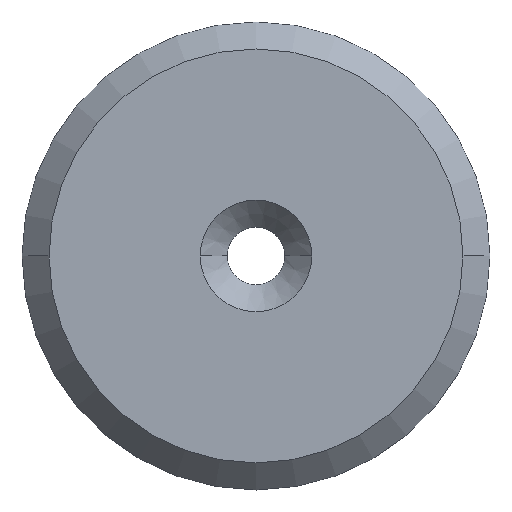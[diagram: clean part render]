
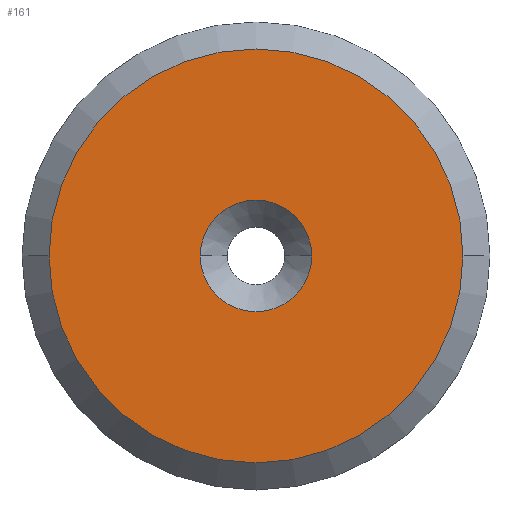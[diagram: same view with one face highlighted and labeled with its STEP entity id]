
A CAD part, top view. The second image highlights one B-rep face of the part: STEP entity #161.
In plain terms, the highlighted planar face has unit normal (0, 0, 1).
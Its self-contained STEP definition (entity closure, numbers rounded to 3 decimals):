
#79=EDGE_CURVE('',#91,#85,#198,.T.);
#85=VERTEX_POINT('',#205);
#87=VERTEX_POINT('',#207);
#91=VERTEX_POINT('',#211);
#115=VERTEX_POINT('',#237);
#125=EDGE_CURVE('',#87,#115,#250,.T.);
#131=EDGE_CURVE('',#85,#91,#257,.T.);
#161=ADVANCED_FACE('',(#290,#291),#292,.T.);
#171=EDGE_CURVE('',#115,#87,#302,.T.);
#198=CIRCLE('',#322,6.2);
#205=CARTESIAN_POINT('',(-6.2,0.,6.0));
#207=CARTESIAN_POINT('',(23.0,0.,6.0));
#211=CARTESIAN_POINT('',(6.2,0.,6.0));
#237=CARTESIAN_POINT('',(-23.0,0.,6.0));
#250=CIRCLE('',#384,23.0);
#257=CIRCLE('',#393,6.2);
#290=FACE_BOUND('',#438,.T.);
#291=FACE_OUTER_BOUND('',#439,.T.);
#292=PLANE('',#440);
#302=CIRCLE('',#457,23.0);
#322=AXIS2_PLACEMENT_3D('',#475,#476,#477);
#384=AXIS2_PLACEMENT_3D('',#534,#535,#536);
#393=AXIS2_PLACEMENT_3D('',#548,#549,#550);
#438=EDGE_LOOP('',(#592,#593));
#439=EDGE_LOOP('',(#594,#595));
#440=AXIS2_PLACEMENT_3D('',#596,#597,#598);
#457=AXIS2_PLACEMENT_3D('',#602,#603,#604);
#475=CARTESIAN_POINT('',(0.,0.,6.0));
#476=DIRECTION('',(0.,0.,1.0));
#477=DIRECTION('',(-1.0,0.,0.));
#534=CARTESIAN_POINT('',(0.,0.,6.0));
#535=DIRECTION('',(0.,0.,1.0));
#536=DIRECTION('',(-1.0,0.,0.));
#548=CARTESIAN_POINT('',(0.,0.,6.0));
#549=DIRECTION('',(0.,0.,1.0));
#550=DIRECTION('',(-1.0,0.,0.));
#592=ORIENTED_EDGE('',*,*,#131,.F.);
#593=ORIENTED_EDGE('',*,*,#79,.F.);
#594=ORIENTED_EDGE('',*,*,#171,.T.);
#595=ORIENTED_EDGE('',*,*,#125,.T.);
#596=CARTESIAN_POINT('',(-14.6,0.,6.0));
#597=DIRECTION('',(0.,0.,1.0));
#598=DIRECTION('',(-1.0,0.,0.0));
#602=CARTESIAN_POINT('',(0.,0.,6.0));
#603=DIRECTION('',(0.,0.,1.0));
#604=DIRECTION('',(-1.0,0.,0.));
